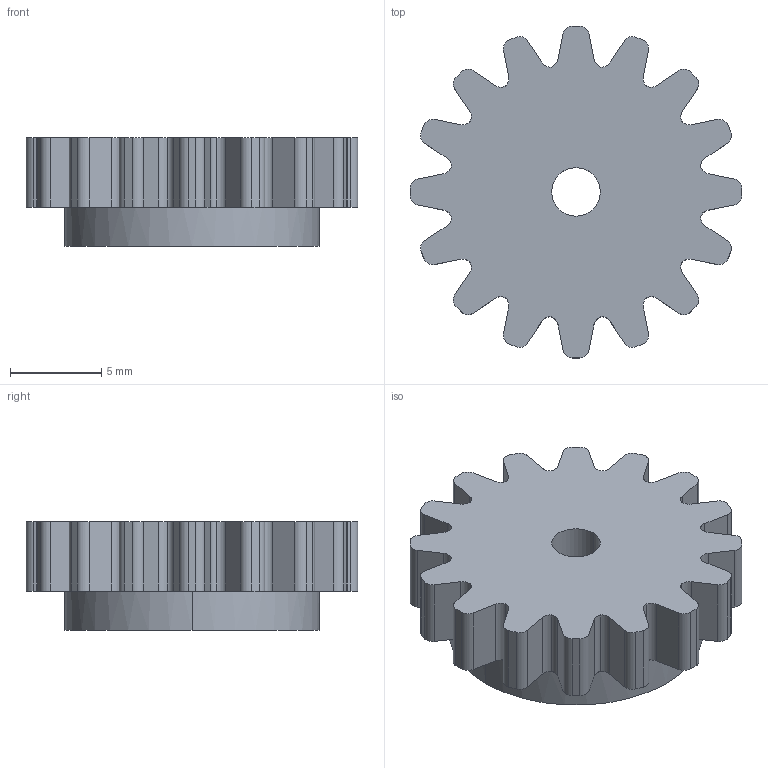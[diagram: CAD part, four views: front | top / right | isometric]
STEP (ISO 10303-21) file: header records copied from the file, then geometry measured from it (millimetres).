
FILE_DESCRIPTION (( 'STEP AP214' ), '1' );
FILE_NAME ('Pinion Gear, Servo to Linear_MINI.STEP', '2018-10-28T18:55:13', ( 'Ali' ), ( 'Microsoft' ), 'SwSTEP 2.0', 'SolidWorks 2010', '' );
FILE_SCHEMA (( 'AUTOMOTIVE_DESIGN' ));
Length unit declared in the file: inch
Products named in the file (1): Pinion Gear, Servo to Linear_MINI
Bounding box: 18.21 x 18.21 x 5.97 mm (x, y, z)
Volume: 960.1 mm3; surface area: 971.6 mm2
Topology: 1 solids, 1 shells, 149 faces, 422 edges, 276 vertices
Faces by surface type: cylinder 82, plane 67
Entity records: 4948 total; most frequent: DIRECTION 918, CARTESIAN_POINT 848, ORIENTED_EDGE 844, EDGE_CURVE 422, AXIS2_PLACEMENT_3D 346, VERTEX_POINT 276, LINE 226, VECTOR 226
